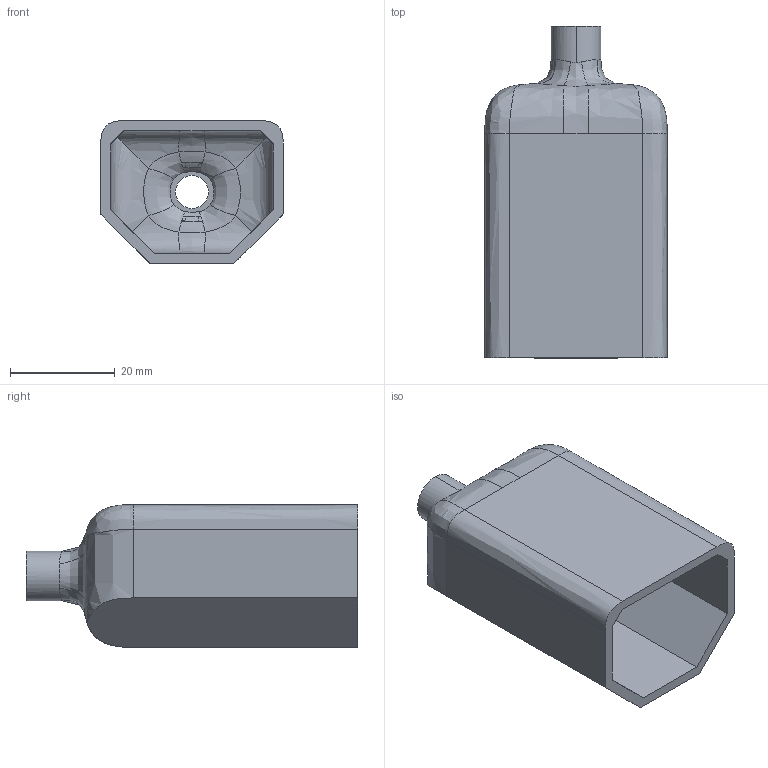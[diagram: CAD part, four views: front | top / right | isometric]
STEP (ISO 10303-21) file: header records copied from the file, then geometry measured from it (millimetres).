
FILE_DESCRIPTION (( 'STEP AP214' ), '1' );
FILE_NAME ('ACACC-IB2-LC_3D.step', '2023-10-17T07:18:07', ( '' ), ( '' ), 'SwSTEP 2.0', 'SolidWorks 2022', '' );
FILE_SCHEMA (( 'AUTOMOTIVE_DESIGN' ));
Length unit declared in the file: inch
Products named in the file (1): ACACC-IB2-LC_3D
Bounding box: 34.92 x 63.5 x 27.3 mm (x, y, z)
Volume: 11714.1 mm3; surface area: 12304 mm2
Topology: 1 solids, 1 shells, 67 faces, 178 edges, 114 vertices
Faces by surface type: bspline 46, plane 17, cylinder 4
Entity records: 21653 total; most frequent: CARTESIAN_POINT 20365, ORIENTED_EDGE 356, EDGE_CURVE 178, B_SPLINE_CURVE_WITH_KNOTS 142, VERTEX_POINT 114, DIRECTION 86, EDGE_LOOP 70, FACE_OUTER_BOUND 67
